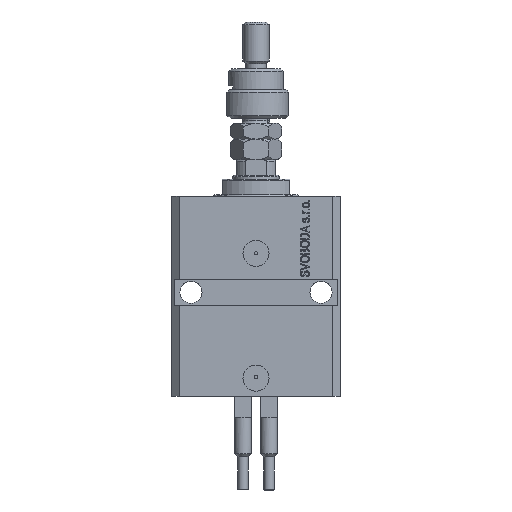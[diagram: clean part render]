
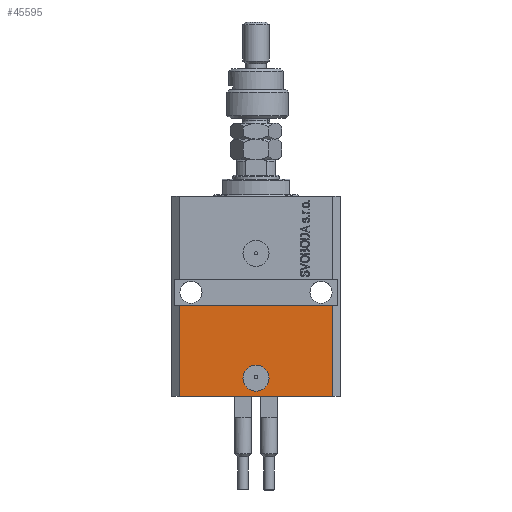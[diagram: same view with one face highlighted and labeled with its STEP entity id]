
A CAD part, front view. The second image highlights one B-rep face of the part: STEP entity #45595.
In plain terms, the highlighted planar face has unit normal (0, -1, 0).
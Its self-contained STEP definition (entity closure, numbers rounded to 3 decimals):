
#438 = EDGE_CURVE ( 'NONE', #30385, #41211, #5582, .T. ) ;
#697 = LINE ( 'NONE', #43535, #10050 ) ;
#957 = CARTESIAN_POINT ( 'NONE',  ( -29.5, -22.5, -77. ) ) ;
#1816 = EDGE_CURVE ( 'NONE', #22097, #22465, #13492, .T. ) ;
#1906 = CARTESIAN_POINT ( 'NONE',  ( -29.5, -22.5, -77. ) ) ;
#5153 = VERTEX_POINT ( 'NONE', #31615 ) ;
#5582 = CIRCLE ( 'NONE', #20521, 5. ) ;
#8488 = DIRECTION ( 'NONE',  ( 1., 0., 0. ) ) ;
#8829 = ORIENTED_EDGE ( 'NONE', *, *, #438, .F. ) ;
#9468 = CARTESIAN_POINT ( 'NONE',  ( 0., -22.5, -70. ) ) ;
#9612 = DIRECTION ( 'NONE',  ( 0., 0., 1. ) ) ;
#9736 = DIRECTION ( 'NONE',  ( 0., -1., 0. ) ) ;
#10050 = VECTOR ( 'NONE', #20400, 1000. ) ;
#10821 = CARTESIAN_POINT ( 'NONE',  ( -29.5, -22.5, -77. ) ) ;
#11765 = CARTESIAN_POINT ( 'NONE',  ( -5., -22.5, -70. ) ) ;
#12581 = LINE ( 'NONE', #28394, #41749 ) ;
#12975 = EDGE_CURVE ( 'NONE', #41211, #30385, #22311, .T. ) ;
#13492 = LINE ( 'NONE', #29306, #20256 ) ;
#16537 = DIRECTION ( 'NONE',  ( 0., -1., 0. ) ) ;
#16806 = EDGE_LOOP ( 'NONE', ( #8829, #40897 ) ) ;
#18518 = DIRECTION ( 'NONE',  ( 1., 0., 0. ) ) ;
#20256 = VECTOR ( 'NONE', #9612, 1000. ) ;
#20400 = DIRECTION ( 'NONE',  ( 1., 0., 0. ) ) ;
#20521 = AXIS2_PLACEMENT_3D ( 'NONE', #22402, #46332, #18518 ) ;
#21331 = EDGE_CURVE ( 'NONE', #5153, #22465, #697, .T. ) ;
#21485 = ORIENTED_EDGE ( 'NONE', *, *, #45888, .F. ) ;
#21651 = CARTESIAN_POINT ( 'NONE',  ( 29.5, -22.5, -42. ) ) ;
#22097 = VERTEX_POINT ( 'NONE', #28244 ) ;
#22311 = CIRCLE ( 'NONE', #38983, 5. ) ;
#22402 = CARTESIAN_POINT ( 'NONE',  ( 0., -22.5, -70. ) ) ;
#22465 = VERTEX_POINT ( 'NONE', #21651 ) ;
#22469 = DIRECTION ( 'NONE',  ( 1., 0., 0. ) ) ;
#24565 = FACE_BOUND ( 'NONE', #16806, .T. ) ;
#25145 = VERTEX_POINT ( 'NONE', #1906 ) ;
#25777 = DIRECTION ( 'NONE',  ( 0., 0., 1. ) ) ;
#25845 = LINE ( 'NONE', #10821, #30504 ) ;
#26354 = EDGE_LOOP ( 'NONE', ( #43014, #21485, #32542, #49105 ) ) ;
#28244 = CARTESIAN_POINT ( 'NONE',  ( 29.5, -22.5, -77. ) ) ;
#28394 = CARTESIAN_POINT ( 'NONE',  ( -29.5, -22.5, -77. ) ) ;
#29191 = DIRECTION ( 'NONE',  ( 1., 0., 0. ) ) ;
#29306 = CARTESIAN_POINT ( 'NONE',  ( 29.5, -22.5, -77. ) ) ;
#30385 = VERTEX_POINT ( 'NONE', #38771 ) ;
#30504 = VECTOR ( 'NONE', #22469, 1000. ) ;
#31615 = CARTESIAN_POINT ( 'NONE',  ( -29.5, -22.5, -42. ) ) ;
#32542 = ORIENTED_EDGE ( 'NONE', *, *, #42016, .T. ) ;
#36815 = AXIS2_PLACEMENT_3D ( 'NONE', #957, #16537, #8488 ) ;
#38771 = CARTESIAN_POINT ( 'NONE',  ( 5., -22.5, -70. ) ) ;
#38983 = AXIS2_PLACEMENT_3D ( 'NONE', #9468, #9736, #29191 ) ;
#40427 = PLANE ( 'NONE',  #36815 ) ;
#40897 = ORIENTED_EDGE ( 'NONE', *, *, #12975, .F. ) ;
#41211 = VERTEX_POINT ( 'NONE', #11765 ) ;
#41749 = VECTOR ( 'NONE', #25777, 1000. ) ;
#42016 = EDGE_CURVE ( 'NONE', #25145, #22097, #25845, .T. ) ;
#43014 = ORIENTED_EDGE ( 'NONE', *, *, #21331, .F. ) ;
#43535 = CARTESIAN_POINT ( 'NONE',  ( -32.5, -22.5, -42. ) ) ;
#45595 = ADVANCED_FACE ( 'NONE', ( #24565, #47964 ), #40427, .T. ) ;
#45888 = EDGE_CURVE ( 'NONE', #25145, #5153, #12581, .T. ) ;
#46332 = DIRECTION ( 'NONE',  ( 0., -1., 0. ) ) ;
#47964 = FACE_OUTER_BOUND ( 'NONE', #26354, .T. ) ;
#49105 = ORIENTED_EDGE ( 'NONE', *, *, #1816, .T. ) ;
